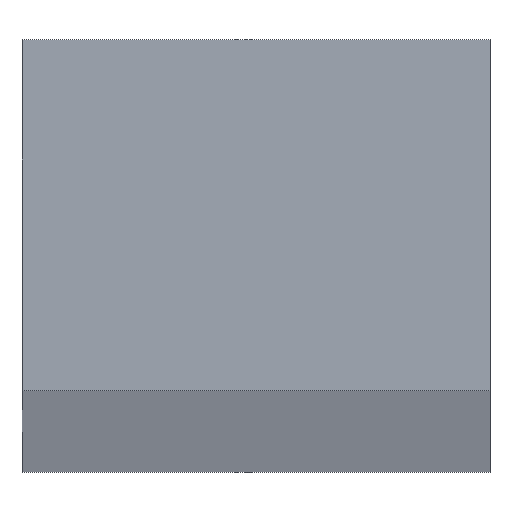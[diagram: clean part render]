
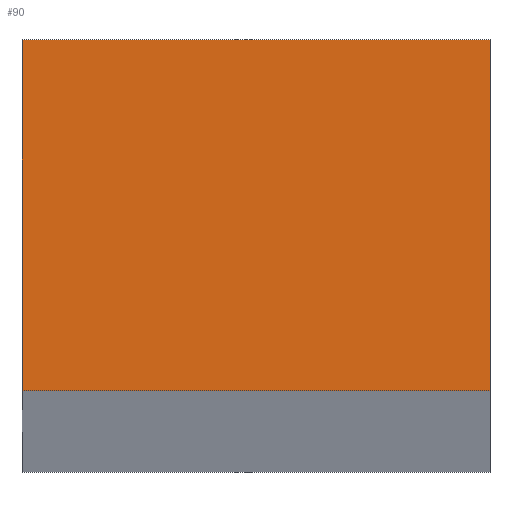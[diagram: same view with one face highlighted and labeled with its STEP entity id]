
A CAD part, top view. The second image highlights one B-rep face of the part: STEP entity #90.
In plain terms, the highlighted planar face has unit normal (0, 0, 1).
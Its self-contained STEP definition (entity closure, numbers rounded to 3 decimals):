
#10 = VECTOR ( 'NONE', #204, 1000. ) ;
#25 = FACE_OUTER_BOUND ( 'NONE', #185, .T. ) ;
#26 = VECTOR ( 'NONE', #220, 1000. ) ;
#30 = AXIS2_PLACEMENT_3D ( 'NONE', #92, #94, #95 ) ;
#50 = VECTOR ( 'NONE', #188, 1000. ) ;
#52 = VECTOR ( 'NONE', #192, 1000. ) ;
#57 = EDGE_CURVE ( 'NONE', #148, #150, #186, .T. ) ;
#58 = EDGE_CURVE ( 'NONE', #155, #148, #190, .T. ) ;
#62 = EDGE_CURVE ( 'NONE', #149, #155, #202, .T. ) ;
#79 = EDGE_CURVE ( 'NONE', #150, #149, #218, .T. ) ;
#90 = ADVANCED_FACE ( 'NONE', ( #25 ), #93, .T. ) ;
#92 = CARTESIAN_POINT ( 'NONE',  ( 0., 0., 1000. ) ) ;
#93 = PLANE ( 'NONE',  #30 ) ;
#94 = DIRECTION ( 'NONE',  ( 0., 0., 1. ) ) ;
#95 = DIRECTION ( 'NONE',  ( 1., 0., 0. ) ) ;
#100 = CARTESIAN_POINT ( 'NONE',  ( 10., 7.5, 1000. ) ) ;
#101 = CARTESIAN_POINT ( 'NONE',  ( -10., -7.5, 1000. ) ) ;
#102 = CARTESIAN_POINT ( 'NONE',  ( -10., 7.5, 1000. ) ) ;
#107 = CARTESIAN_POINT ( 'NONE',  ( 10., -7.5, 1000. ) ) ;
#148 = VERTEX_POINT ( 'NONE', #100 ) ;
#149 = VERTEX_POINT ( 'NONE', #101 ) ;
#150 = VERTEX_POINT ( 'NONE', #102 ) ;
#155 = VERTEX_POINT ( 'NONE', #107 ) ;
#160 = ORIENTED_EDGE ( 'NONE', *, *, #58, .T. ) ;
#161 = ORIENTED_EDGE ( 'NONE', *, *, #62, .T. ) ;
#162 = ORIENTED_EDGE ( 'NONE', *, *, #79, .T. ) ;
#164 = ORIENTED_EDGE ( 'NONE', *, *, #57, .T. ) ;
#185 = EDGE_LOOP ( 'NONE', ( #162, #161, #160, #164 ) ) ;
#186 = LINE ( 'NONE', #187, #50 ) ;
#187 = CARTESIAN_POINT ( 'NONE',  ( -10., 7.5, 1000. ) ) ;
#188 = DIRECTION ( 'NONE',  ( -1., 0., 0. ) ) ;
#190 = LINE ( 'NONE', #191, #52 ) ;
#191 = CARTESIAN_POINT ( 'NONE',  ( 10., 7.5, 1000. ) ) ;
#192 = DIRECTION ( 'NONE',  ( 0., 1., 0. ) ) ;
#202 = LINE ( 'NONE', #203, #10 ) ;
#203 = CARTESIAN_POINT ( 'NONE',  ( -10., -7.5, 1000. ) ) ;
#204 = DIRECTION ( 'NONE',  ( 1., 0., 0. ) ) ;
#218 = LINE ( 'NONE', #219, #26 ) ;
#219 = CARTESIAN_POINT ( 'NONE',  ( -10., 7.5, 1000. ) ) ;
#220 = DIRECTION ( 'NONE',  ( 0., -1., 0. ) ) ;
